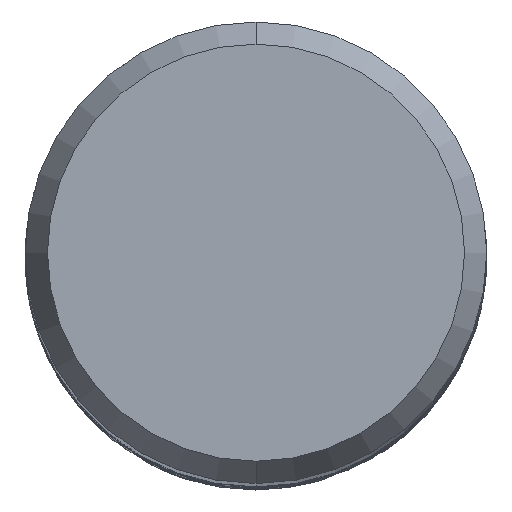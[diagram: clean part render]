
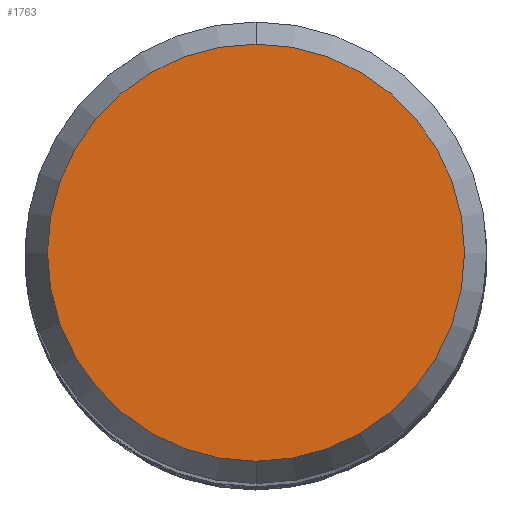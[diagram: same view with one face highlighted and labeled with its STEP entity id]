
A CAD part, top view. The second image highlights one B-rep face of the part: STEP entity #1763.
In plain terms, the highlighted planar face has unit normal (0, 0, 1).
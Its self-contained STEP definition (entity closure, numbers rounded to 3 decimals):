
#1471=EDGE_CURVE('',#2513,#2387,#3638,.T.);
#1763=ADVANCED_FACE('',(#3955),#3956,.T.);
#2185=EDGE_CURVE('',#2387,#2513,#4421,.T.);
#2387=VERTEX_POINT('',#4640);
#2513=VERTEX_POINT('',#4775);
#3638=CIRCLE('',#11109,5.423);
#3955=FACE_OUTER_BOUND('',#15540,.T.);
#3956=PLANE('',#15541);
#4421=CIRCLE('',#21912,5.423);
#4640=CARTESIAN_POINT('',(0.0,5.423,0.0));
#4775=CARTESIAN_POINT('',(0.,-5.423,0.0));
#11109=AXIS2_PLACEMENT_3D('',#34919,#34920,#34921);
#15540=EDGE_LOOP('',(#35257,#35258));
#15541=AXIS2_PLACEMENT_3D('',#35259,#35260,#35261);
#21912=AXIS2_PLACEMENT_3D('',#35843,#35844,#35845);
#34919=CARTESIAN_POINT('',(0.0,0.0,0.0));
#34920=DIRECTION('',(0.0,0.0,-1.0));
#34921=DIRECTION('',(0.0,1.0,0.0));
#35257=ORIENTED_EDGE('',*,*,#2185,.F.);
#35258=ORIENTED_EDGE('',*,*,#1471,.F.);
#35259=CARTESIAN_POINT('',(0.0,2.711,0.0));
#35260=DIRECTION('',(-0.0,0.0,1.0));
#35261=DIRECTION('',(0.0,-1.0,0.0));
#35843=CARTESIAN_POINT('',(0.0,0.0,0.0));
#35844=DIRECTION('',(0.0,0.0,-1.0));
#35845=DIRECTION('',(0.0,1.0,0.0));
